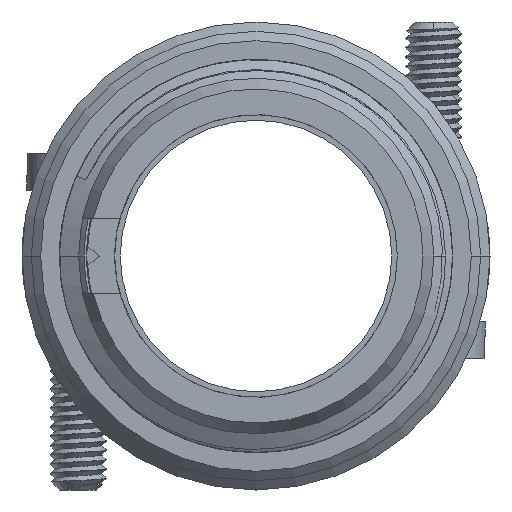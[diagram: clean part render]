
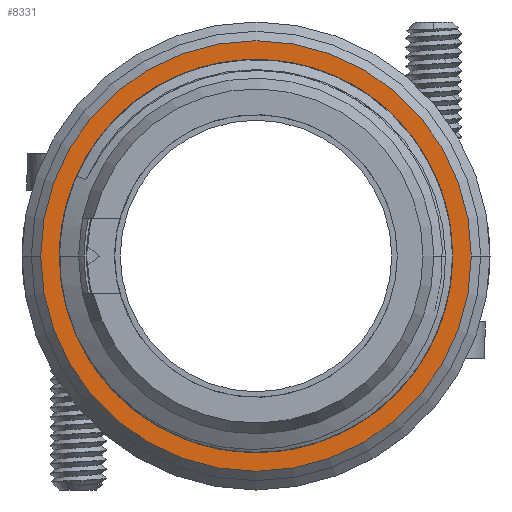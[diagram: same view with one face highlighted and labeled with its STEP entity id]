
A CAD part, left-side view. The second image highlights one B-rep face of the part: STEP entity #8331.
In plain terms, the highlighted planar face has unit normal (-1, 0, 0).
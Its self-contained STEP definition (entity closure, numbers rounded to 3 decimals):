
#2919=CARTESIAN_POINT('',(7.,0.,0.));
#2920=DIRECTION('',(1.,0.,0.));
#2921=DIRECTION('',(0.,1.,0.));
#2922=AXIS2_PLACEMENT_3D('',#2919,#2920,#2921);
#2924=CARTESIAN_POINT('',(7.,0.,0.));
#2925=DIRECTION('',(-1.,0.,0.));
#2926=DIRECTION('',(0.,1.,0.));
#2927=AXIS2_PLACEMENT_3D('',#2924,#2925,#2926);
#2937=CARTESIAN_POINT('',(7.,0.,0.));
#2938=DIRECTION('',(-1.,0.,0.));
#2939=DIRECTION('',(0.,1.,0.));
#2940=AXIS2_PLACEMENT_3D('',#2937,#2938,#2939);
#2942=CARTESIAN_POINT('',(7.,0.,0.));
#2943=DIRECTION('',(1.,0.,0.));
#2944=DIRECTION('',(0.,1.,0.));
#2945=AXIS2_PLACEMENT_3D('',#2942,#2943,#2944);
#5032=CARTESIAN_POINT('',(7.,11.5,0.));
#5033=VERTEX_POINT('',#5032);
#5034=CARTESIAN_POINT('',(7.,9.75,0.));
#5036=VERTEX_POINT('',#5034);
#5064=CARTESIAN_POINT('',(7.,-11.5,0.));
#5065=VERTEX_POINT('',#5064);
#5066=CARTESIAN_POINT('',(7.,-9.75,0.));
#5068=VERTEX_POINT('',#5066);
#8316=CARTESIAN_POINT('',(7.,0.,0.));
#8317=DIRECTION('',(1.,0.,0.));
#8318=DIRECTION('',(0.,-1.,0.));
#8319=AXIS2_PLACEMENT_3D('',#8316,#8317,#8318);
#8320=PLANE('255',#8319);
#8321=ORIENTED_EDGE('631',*,*,#8311,.T.);
#8322=ORIENTED_EDGE('645',*,*,#8295,.F.);
#8323=EDGE_LOOP('255',(#8321,#8322));
#8324=FACE_OUTER_BOUND('255',#8323,.F.);
#8326=ORIENTED_EDGE('646',*,*,#8325,.T.);
#8328=ORIENTED_EDGE('632',*,*,#8327,.F.);
#8329=EDGE_LOOP('255',(#8326,#8328));
#8330=FACE_BOUND('255',#8329,.F.);
#2923=CIRCLE('631',#2922,11.5);
#2928=CIRCLE('645',#2927,11.5);
#2941=CIRCLE('646',#2940,9.75);
#2946=CIRCLE('632',#2945,9.75);
#8295=EDGE_CURVE('645',#5033,#5065,#2928,.T.);
#8311=EDGE_CURVE('631',#5033,#5065,#2923,.T.);
#8325=EDGE_CURVE('646',#5036,#5068,#2941,.T.);
#8327=EDGE_CURVE('632',#5036,#5068,#2946,.T.);
#8331=ADVANCED_FACE('255',(#8324,#8330),#8320,.F.);
